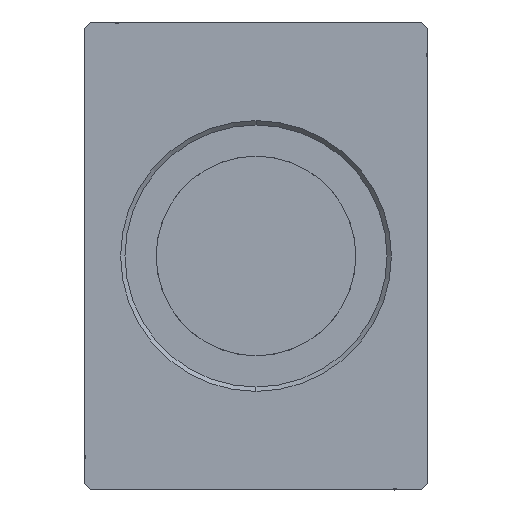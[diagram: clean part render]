
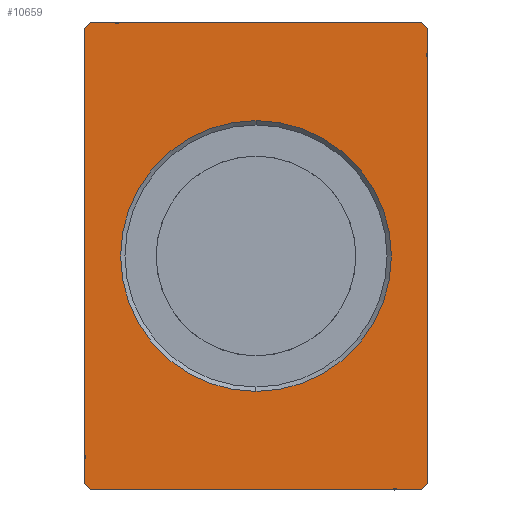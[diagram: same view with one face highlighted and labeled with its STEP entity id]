
A CAD part, left-side view. The second image highlights one B-rep face of the part: STEP entity #10659.
In plain terms, the highlighted planar face has unit normal (-1, 0, 0).
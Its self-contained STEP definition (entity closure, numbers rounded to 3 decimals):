
#213 = DIRECTION ( 'NONE',  ( 0., 0.707, 0.707 ) ) ;
#795 = LINE ( 'NONE', #15354, #29713 ) ;
#1404 = CARTESIAN_POINT ( 'NONE',  ( 0., -27.5, -36.5 ) ) ;
#2008 = DIRECTION ( 'NONE',  ( 0., -1., 0. ) ) ;
#2134 = ORIENTED_EDGE ( 'NONE', *, *, #10532, .T. ) ;
#3805 = CARTESIAN_POINT ( 'NONE',  ( 0., 27.5, 36.5 ) ) ;
#3832 = EDGE_CURVE ( 'NONE', #30100, #20839, #24208, .T. ) ;
#3995 = EDGE_CURVE ( 'NONE', #20839, #36228, #795, .T. ) ;
#4701 = CARTESIAN_POINT ( 'NONE',  ( 0., 26.5, -37.5 ) ) ;
#5512 = VECTOR ( 'NONE', #2008, 1000. ) ;
#5562 = CARTESIAN_POINT ( 'NONE',  ( 0., 0., -21.7 ) ) ;
#6814 = FACE_OUTER_BOUND ( 'NONE', #18496, .T. ) ;
#7661 = ORIENTED_EDGE ( 'NONE', *, *, #3832, .F. ) ;
#7994 = EDGE_CURVE ( 'NONE', #38566, #35292, #8372, .T. ) ;
#8372 = LINE ( 'NONE', #38891, #5512 ) ;
#8522 = CARTESIAN_POINT ( 'NONE',  ( 0., -27.5, 36.5 ) ) ;
#9049 = CARTESIAN_POINT ( 'NONE',  ( 0., -26.5, 37.5 ) ) ;
#9213 = EDGE_LOOP ( 'NONE', ( #2134, #22513 ) ) ;
#9351 = AXIS2_PLACEMENT_3D ( 'NONE', #18963, #31152, #36940 ) ;
#10532 = EDGE_CURVE ( 'NONE', #11548, #11192, #36134, .T. ) ;
#10659 = ADVANCED_FACE ( 'NONE', ( #33951, #6814 ), #34337, .F. ) ;
#11058 = CARTESIAN_POINT ( 'NONE',  ( 0., -26.5, 37.5 ) ) ;
#11192 = VERTEX_POINT ( 'NONE', #5562 ) ;
#11548 = VERTEX_POINT ( 'NONE', #30632 ) ;
#11584 = ORIENTED_EDGE ( 'NONE', *, *, #16206, .F. ) ;
#14716 = ORIENTED_EDGE ( 'NONE', *, *, #7994, .F. ) ;
#14782 = VECTOR ( 'NONE', #14989, 1000. ) ;
#14851 = LINE ( 'NONE', #17648, #27325 ) ;
#14989 = DIRECTION ( 'NONE',  ( 0., 0., 1. ) ) ;
#15227 = CARTESIAN_POINT ( 'NONE',  ( 0., -26.5, -37.5 ) ) ;
#15354 = CARTESIAN_POINT ( 'NONE',  ( 0., 26.5, -37.5 ) ) ;
#15383 = CARTESIAN_POINT ( 'NONE',  ( 0., 27.5, -36.5 ) ) ;
#16206 = EDGE_CURVE ( 'NONE', #22204, #38566, #14851, .T. ) ;
#16565 = AXIS2_PLACEMENT_3D ( 'NONE', #23694, #21473, #30852 ) ;
#17201 = CIRCLE ( 'NONE', #16565, 21.7 ) ;
#17648 = CARTESIAN_POINT ( 'NONE',  ( 0., 27.5, 36.5 ) ) ;
#18496 = EDGE_LOOP ( 'NONE', ( #11584, #30235, #18820, #7661, #28865, #21820, #28208, #14716 ) ) ;
#18820 = ORIENTED_EDGE ( 'NONE', *, *, #3995, .F. ) ;
#18929 = DIRECTION ( 'NONE',  ( 0., 0.707, -0.707 ) ) ;
#18963 = CARTESIAN_POINT ( 'NONE',  ( 0., 0., 0. ) ) ;
#19166 = EDGE_CURVE ( 'NONE', #11192, #11548, #17201, .T. ) ;
#19203 = VECTOR ( 'NONE', #38059, 1000. ) ;
#20071 = VECTOR ( 'NONE', #27398, 1000. ) ;
#20647 = VERTEX_POINT ( 'NONE', #39211 ) ;
#20839 = VERTEX_POINT ( 'NONE', #4701 ) ;
#21184 = DIRECTION ( 'NONE',  ( 0., 0., -1. ) ) ;
#21473 = DIRECTION ( 'NONE',  ( 1., 0., 0. ) ) ;
#21820 = ORIENTED_EDGE ( 'NONE', *, *, #31632, .F. ) ;
#22204 = VERTEX_POINT ( 'NONE', #3805 ) ;
#22513 = ORIENTED_EDGE ( 'NONE', *, *, #19166, .T. ) ;
#22890 = LINE ( 'NONE', #8522, #19203 ) ;
#23694 = CARTESIAN_POINT ( 'NONE',  ( 0., 0., 0. ) ) ;
#24208 = LINE ( 'NONE', #15227, #20071 ) ;
#24405 = DIRECTION ( 'NONE',  ( 0., -0.707, -0.707 ) ) ;
#25318 = LINE ( 'NONE', #1404, #30002 ) ;
#26567 = AXIS2_PLACEMENT_3D ( 'NONE', #35963, #30572, #21184 ) ;
#27325 = VECTOR ( 'NONE', #29832, 1000. ) ;
#27398 = DIRECTION ( 'NONE',  ( 0., 1., 0. ) ) ;
#28208 = ORIENTED_EDGE ( 'NONE', *, *, #30262, .F. ) ;
#28865 = ORIENTED_EDGE ( 'NONE', *, *, #29170, .F. ) ;
#29170 = EDGE_CURVE ( 'NONE', #32493, #30100, #25318, .T. ) ;
#29335 = CARTESIAN_POINT ( 'NONE',  ( 0., -27.5, -36.5 ) ) ;
#29713 = VECTOR ( 'NONE', #213, 1000. ) ;
#29832 = DIRECTION ( 'NONE',  ( 0., -0.707, 0.707 ) ) ;
#30002 = VECTOR ( 'NONE', #18929, 1000. ) ;
#30100 = VERTEX_POINT ( 'NONE', #31628 ) ;
#30167 = LINE ( 'NONE', #15383, #14782 ) ;
#30235 = ORIENTED_EDGE ( 'NONE', *, *, #32320, .F. ) ;
#30262 = EDGE_CURVE ( 'NONE', #35292, #20647, #30601, .T. ) ;
#30572 = DIRECTION ( 'NONE',  ( 1., 0., 0. ) ) ;
#30601 = LINE ( 'NONE', #9049, #34462 ) ;
#30632 = CARTESIAN_POINT ( 'NONE',  ( 0., 0., 21.7 ) ) ;
#30852 = DIRECTION ( 'NONE',  ( 0., 0., -1. ) ) ;
#31152 = DIRECTION ( 'NONE',  ( 1., 0., 0. ) ) ;
#31623 = CARTESIAN_POINT ( 'NONE',  ( 0., 27.5, -36.5 ) ) ;
#31628 = CARTESIAN_POINT ( 'NONE',  ( 0., -26.5, -37.5 ) ) ;
#31632 = EDGE_CURVE ( 'NONE', #20647, #32493, #22890, .T. ) ;
#32320 = EDGE_CURVE ( 'NONE', #36228, #22204, #30167, .T. ) ;
#32485 = CARTESIAN_POINT ( 'NONE',  ( 0., 26.5, 37.5 ) ) ;
#32493 = VERTEX_POINT ( 'NONE', #29335 ) ;
#33951 = FACE_BOUND ( 'NONE', #9213, .T. ) ;
#34337 = PLANE ( 'NONE',  #9351 ) ;
#34462 = VECTOR ( 'NONE', #24405, 1000. ) ;
#35292 = VERTEX_POINT ( 'NONE', #11058 ) ;
#35963 = CARTESIAN_POINT ( 'NONE',  ( 0., 0., 0. ) ) ;
#36134 = CIRCLE ( 'NONE', #26567, 21.7 ) ;
#36228 = VERTEX_POINT ( 'NONE', #31623 ) ;
#36940 = DIRECTION ( 'NONE',  ( 0., 0., -1. ) ) ;
#38059 = DIRECTION ( 'NONE',  ( 0., 0., -1. ) ) ;
#38566 = VERTEX_POINT ( 'NONE', #32485 ) ;
#38891 = CARTESIAN_POINT ( 'NONE',  ( 0., 26.5, 37.5 ) ) ;
#39211 = CARTESIAN_POINT ( 'NONE',  ( 0., -27.5, 36.5 ) ) ;
